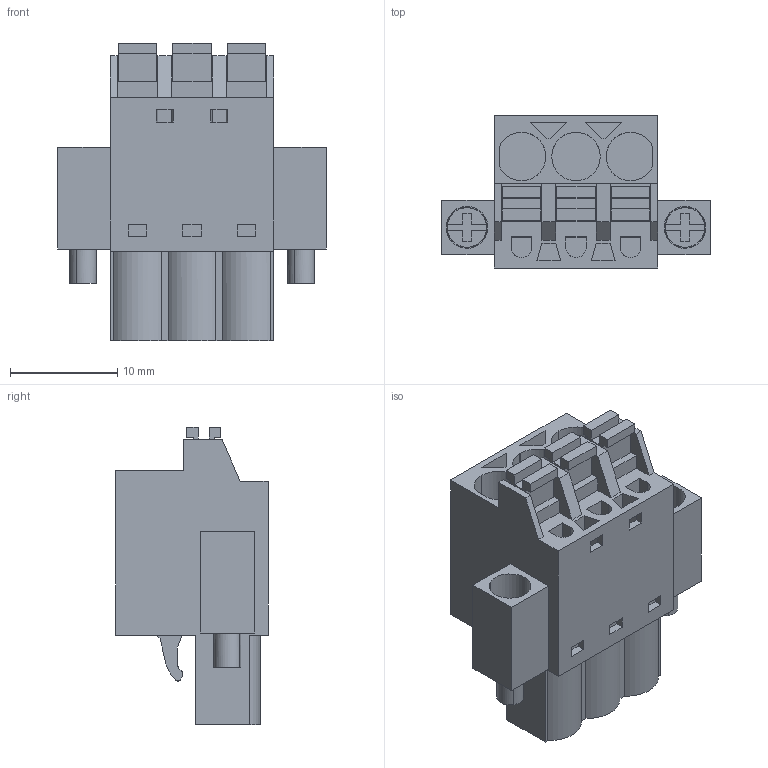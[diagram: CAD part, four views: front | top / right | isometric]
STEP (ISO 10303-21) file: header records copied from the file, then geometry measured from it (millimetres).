
FILE_DESCRIPTION(('CATIA V5 STEP','CAx-IF Rec.Pracs.--- Model Styling and Organization---1.4--- 2014-01-23'),'2;1');
FILE_NAME ('D1446495_1_1012650000_1012650000.stp','2024-01-16T10:18:56+00:00',('none'),('Weidmueller'),'CATIA Version 5-6 Release 2016 SP3 HF44','CATIA V5 STEP AP214','none');
FILE_SCHEMA(('AUTOMOTIVE_DESIGN { 1 0 10303 214 1 1 1 1 }'));
Length unit declared in the file: millimetre
Products named in the file (1): 1012650000
Bounding box: 25.04 x 14.2 x 27.73 mm (x, y, z)
Volume: 4050 mm3; surface area: 3483.3 mm2
Topology: 6 solids, 6 shells, 352 faces, 965 edges, 654 vertices
Faces by surface type: plane 300, cylinder 44, extrusion 8
Entity records: 11590 total; most frequent: CARTESIAN_POINT 2574, ORIENTED_EDGE 1930, DIRECTION 1488, EDGE_CURVE 965, VECTOR 861, LINE 853, VERTEX_POINT 654, EDGE_LOOP 393
